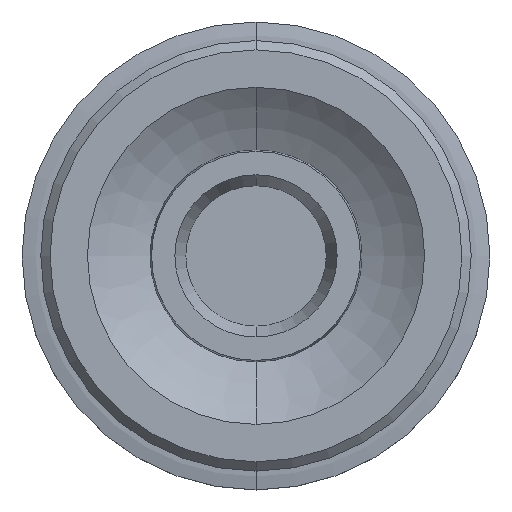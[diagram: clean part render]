
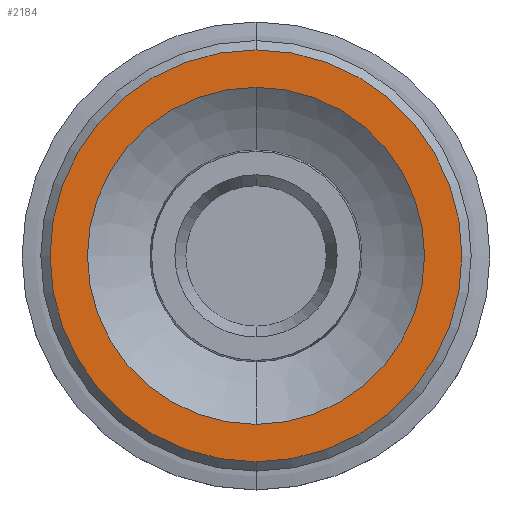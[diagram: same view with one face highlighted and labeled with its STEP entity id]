
A CAD part, top view. The second image highlights one B-rep face of the part: STEP entity #2184.
In plain terms, the highlighted planar face has unit normal (0, 0, 1).
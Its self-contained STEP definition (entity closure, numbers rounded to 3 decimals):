
#155 = DIRECTION ( 'NONE',  ( 0., 0., -1. ) ) ;
#181 = CARTESIAN_POINT ( 'NONE',  ( 0., 0., 6.5 ) ) ;
#223 = CIRCLE ( 'NONE', #2060, 3.602 ) ;
#236 = VERTEX_POINT ( 'NONE', #1150 ) ;
#248 = CIRCLE ( 'NONE', #1059, 4.402 ) ;
#265 = EDGE_LOOP ( 'NONE', ( #621, #1574 ) ) ;
#283 = DIRECTION ( 'NONE',  ( 0., 1., 0. ) ) ;
#371 = CIRCLE ( 'NONE', #2462, 3.602 ) ;
#461 = CARTESIAN_POINT ( 'NONE',  ( 0., 3.602, 6.5 ) ) ;
#478 = PLANE ( 'NONE',  #2322 ) ;
#533 = FACE_OUTER_BOUND ( 'NONE', #758, .T. ) ;
#621 = ORIENTED_EDGE ( 'NONE', *, *, #1478, .T. ) ;
#681 = CARTESIAN_POINT ( 'NONE',  ( 0., 0., 6.5 ) ) ;
#683 = DIRECTION ( 'NONE',  ( 0., 0., -1. ) ) ;
#758 = EDGE_LOOP ( 'NONE', ( #1560, #1505 ) ) ;
#845 = AXIS2_PLACEMENT_3D ( 'NONE', #1559, #2370, #945 ) ;
#846 = CARTESIAN_POINT ( 'NONE',  ( 0., 0., 6.5 ) ) ;
#883 = DIRECTION ( 'NONE',  ( 0., 0., 1. ) ) ;
#895 = CARTESIAN_POINT ( 'NONE',  ( 0., -3.602, 6.5 ) ) ;
#945 = DIRECTION ( 'NONE',  ( 0., 1., 0. ) ) ;
#968 = DIRECTION ( 'NONE',  ( 0., 1., 0. ) ) ;
#1059 = AXIS2_PLACEMENT_3D ( 'NONE', #181, #155, #968 ) ;
#1150 = CARTESIAN_POINT ( 'NONE',  ( 0., 4.402, 6.5 ) ) ;
#1244 = VERTEX_POINT ( 'NONE', #895 ) ;
#1470 = DIRECTION ( 'NONE',  ( 0., 1., 0. ) ) ;
#1478 = EDGE_CURVE ( 'NONE', #2389, #1244, #371, .T. ) ;
#1495 = DIRECTION ( 'NONE',  ( 0., 0., -1. ) ) ;
#1505 = ORIENTED_EDGE ( 'NONE', *, *, #1582, .F. ) ;
#1538 = FACE_BOUND ( 'NONE', #265, .T. ) ;
#1559 = CARTESIAN_POINT ( 'NONE',  ( 0., 0., 6.5 ) ) ;
#1560 = ORIENTED_EDGE ( 'NONE', *, *, #1675, .F. ) ;
#1574 = ORIENTED_EDGE ( 'NONE', *, *, #2190, .T. ) ;
#1582 = EDGE_CURVE ( 'NONE', #2141, #236, #248, .T. ) ;
#1675 = EDGE_CURVE ( 'NONE', #236, #2141, #2005, .T. ) ;
#1696 = DIRECTION ( 'NONE',  ( 0., -1., 0. ) ) ;
#2005 = CIRCLE ( 'NONE', #845, 4.402 ) ;
#2060 = AXIS2_PLACEMENT_3D ( 'NONE', #681, #1495, #283 ) ;
#2141 = VERTEX_POINT ( 'NONE', #2575 ) ;
#2173 = CARTESIAN_POINT ( 'NONE',  ( 0., 4.402, 6.5 ) ) ;
#2184 = ADVANCED_FACE ( 'NONE', ( #1538, #533 ), #478, .T. ) ;
#2190 = EDGE_CURVE ( 'NONE', #1244, #2389, #223, .T. ) ;
#2322 = AXIS2_PLACEMENT_3D ( 'NONE', #2173, #883, #1696 ) ;
#2370 = DIRECTION ( 'NONE',  ( 0., 0., -1. ) ) ;
#2389 = VERTEX_POINT ( 'NONE', #461 ) ;
#2462 = AXIS2_PLACEMENT_3D ( 'NONE', #846, #683, #1470 ) ;
#2575 = CARTESIAN_POINT ( 'NONE',  ( 0., -4.402, 6.5 ) ) ;
